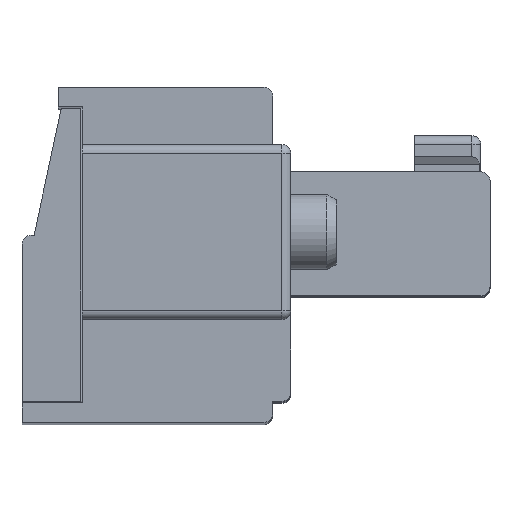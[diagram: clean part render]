
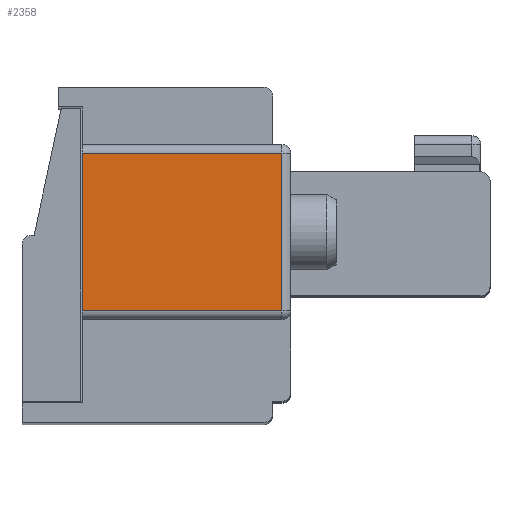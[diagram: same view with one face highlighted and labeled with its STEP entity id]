
A CAD part, top view. The second image highlights one B-rep face of the part: STEP entity #2358.
In plain terms, the highlighted planar face has unit normal (0, 0, 1).
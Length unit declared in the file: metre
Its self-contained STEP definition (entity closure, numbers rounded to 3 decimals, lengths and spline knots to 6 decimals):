
#2358=ADVANCED_FACE('',(#5172),#5173,.T.);
#5172=FACE_OUTER_BOUND('',#8385,.T.);
#5173=PLANE('',#8386);
#8385=EDGE_LOOP('',(#15628,#15629,#15630,#15631));
#8386=AXIS2_PLACEMENT_3D('',#15632,#15633,#15634);
#15628=ORIENTED_EDGE('',*,*,#20561,.T.);
#15629=ORIENTED_EDGE('',*,*,#21535,.T.);
#15630=ORIENTED_EDGE('',*,*,#21536,.T.);
#15631=ORIENTED_EDGE('',*,*,#21537,.T.);
#15632=CARTESIAN_POINT('',(0.21145,0.028424,0.0335));
#15633=DIRECTION('',(0.,0.,1.0));
#15634=DIRECTION('',(1.0,0.,0.0));
#20561=EDGE_CURVE('',#25219,#25217,#25220,.T.);
#21535=EDGE_CURVE('',#25217,#26643,#26644,.T.);
#21536=EDGE_CURVE('',#26643,#26645,#26646,.T.);
#21537=EDGE_CURVE('',#26645,#25219,#26647,.T.);
#25217=VERTEX_POINT('',#32019);
#25219=VERTEX_POINT('',#32021);
#25220=LINE('',#32022,#32023);
#26643=VERTEX_POINT('',#34209);
#26644=LINE('',#34210,#34211);
#26645=VERTEX_POINT('',#34212);
#26646=LINE('',#34213,#34214);
#26647=LINE('',#34215,#34216);
#32019=CARTESIAN_POINT('',(0.20485,0.023224,0.0335));
#32021=CARTESIAN_POINT('',(0.20485,0.028424,0.0335));
#32022=CARTESIAN_POINT('',(0.20485,0.022924,0.0335));
#32023=VECTOR('',#37616,1.0);
#34209=CARTESIAN_POINT('',(0.21145,0.023224,0.0335));
#34210=CARTESIAN_POINT('',(0.21145,0.023224,0.0335));
#34211=VECTOR('',#38574,1.0);
#34212=CARTESIAN_POINT('',(0.21145,0.028424,0.0335));
#34213=CARTESIAN_POINT('',(0.21145,0.028424,0.0335));
#34214=VECTOR('',#38575,1.0);
#34215=CARTESIAN_POINT('',(0.21145,0.028424,0.0335));
#34216=VECTOR('',#38576,1.0);
#37616=DIRECTION('',(0.,-1.0,0.));
#38574=DIRECTION('',(1.0,0.0,0.));
#38575=DIRECTION('',(0.0,1.0,0.));
#38576=DIRECTION('',(-1.0,0.,0.));
